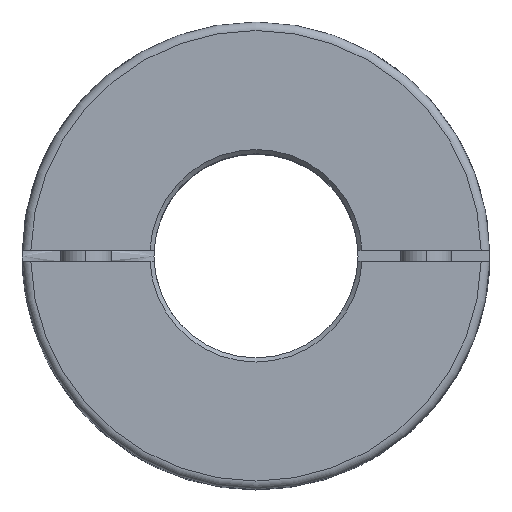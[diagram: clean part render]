
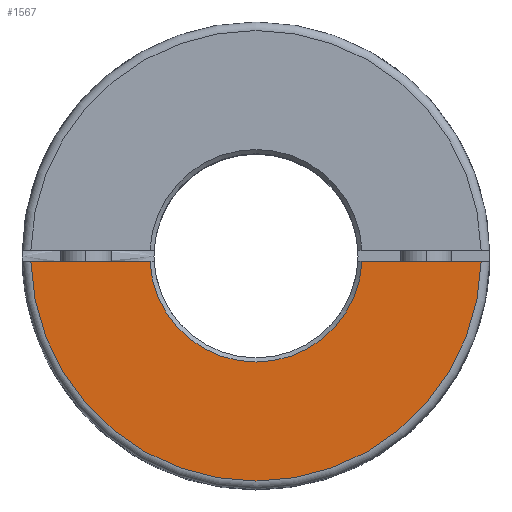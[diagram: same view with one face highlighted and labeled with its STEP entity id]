
A CAD part, top view. The second image highlights one B-rep face of the part: STEP entity #1567.
In plain terms, the highlighted planar face has unit normal (0, 0, 1).
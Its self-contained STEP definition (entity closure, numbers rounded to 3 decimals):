
#615 = VERTEX_POINT ( 'NONE', #1347 ) ;
#713 = ORIENTED_EDGE ( 'NONE', *, *, #4432, .T. ) ;
#1265 = EDGE_CURVE ( 'NONE', #6556, #615, #6394, .T. ) ;
#1347 = CARTESIAN_POINT ( 'NONE',  ( -26.492, -0.65, 23. ) ) ;
#1513 = DIRECTION ( 'NONE',  ( -1., 0., 0. ) ) ;
#1567 = ADVANCED_FACE ( 'NONE', ( #4486 ), #7123, .T. ) ;
#1994 = CARTESIAN_POINT ( 'NONE',  ( 0., 0., 23. ) ) ;
#2633 = AXIS2_PLACEMENT_3D ( 'NONE', #6863, #7700, #7430 ) ;
#2735 = ORIENTED_EDGE ( 'NONE', *, *, #6154, .T. ) ;
#3306 = CARTESIAN_POINT ( 'NONE',  ( 26.492, -0.65, 23. ) ) ;
#3395 = VERTEX_POINT ( 'NONE', #3306 ) ;
#3599 = DIRECTION ( 'NONE',  ( 1., 0., 0. ) ) ;
#3608 = AXIS2_PLACEMENT_3D ( 'NONE', #6643, #6683, #3599 ) ;
#3971 = ORIENTED_EDGE ( 'NONE', *, *, #1265, .T. ) ;
#4200 = CIRCLE ( 'NONE', #2633, 12.5 ) ;
#4390 = VECTOR ( 'NONE', #5232, 1000. ) ;
#4432 = EDGE_CURVE ( 'NONE', #615, #3395, #6590, .T. ) ;
#4486 = FACE_OUTER_BOUND ( 'NONE', #6420, .T. ) ;
#4578 = CARTESIAN_POINT ( 'NONE',  ( 0., -0.65, 23. ) ) ;
#4893 = VERTEX_POINT ( 'NONE', #7639 ) ;
#5189 = CARTESIAN_POINT ( 'NONE',  ( -12.483, -0.65, 23. ) ) ;
#5232 = DIRECTION ( 'NONE',  ( -1., 0., 0. ) ) ;
#5312 = LINE ( 'NONE', #7099, #4390 ) ;
#5377 = ORIENTED_EDGE ( 'NONE', *, *, #7779, .T. ) ;
#6154 = EDGE_CURVE ( 'NONE', #3395, #4893, #5312, .T. ) ;
#6394 = LINE ( 'NONE', #4578, #6706 ) ;
#6420 = EDGE_LOOP ( 'NONE', ( #713, #2735, #5377, #3971 ) ) ;
#6556 = VERTEX_POINT ( 'NONE', #5189 ) ;
#6590 = CIRCLE ( 'NONE', #3608, 26.5 ) ;
#6643 = CARTESIAN_POINT ( 'NONE',  ( 0., 0., 23. ) ) ;
#6683 = DIRECTION ( 'NONE',  ( 0., 0., 1. ) ) ;
#6706 = VECTOR ( 'NONE', #1513, 1000. ) ;
#6863 = CARTESIAN_POINT ( 'NONE',  ( 0., 0., 23. ) ) ;
#7036 = DIRECTION ( 'NONE',  ( 1., 0., 0. ) ) ;
#7099 = CARTESIAN_POINT ( 'NONE',  ( 0., -0.65, 23. ) ) ;
#7123 = PLANE ( 'NONE',  #7882 ) ;
#7430 = DIRECTION ( 'NONE',  ( 1., 0., 0. ) ) ;
#7639 = CARTESIAN_POINT ( 'NONE',  ( 12.483, -0.65, 23. ) ) ;
#7687 = DIRECTION ( 'NONE',  ( 0., 0., 1. ) ) ;
#7700 = DIRECTION ( 'NONE',  ( 0., 0., -1. ) ) ;
#7779 = EDGE_CURVE ( 'NONE', #4893, #6556, #4200, .T. ) ;
#7882 = AXIS2_PLACEMENT_3D ( 'NONE', #1994, #7687, #7036 ) ;
